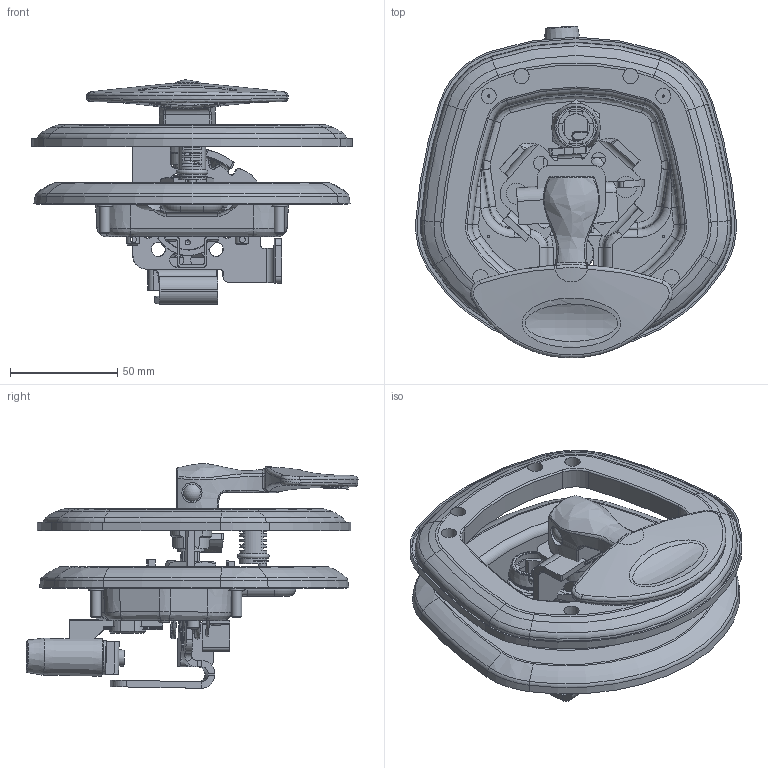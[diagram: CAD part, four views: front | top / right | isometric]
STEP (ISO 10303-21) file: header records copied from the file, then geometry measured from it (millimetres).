
FILE_DESCRIPTION(/* description */ ('KEY LOCKING COMPRESSION LATCH WITH HASP'),/* implementation_level */ '2;1');
FILE_NAME(/* name */ '7P-28430-L.stp',/* time_stamp */ '2023-11-22T10:25:12-05:00',/* author */ ('dtinay'),/* organization */ ('Eberhard Manufacturing Company'),/* preprocessor_version */ 'ST-DEVELOPER v20',/* originating_system */ 'Autodesk Inventor 2024',/* authorisation */ '');
FILE_SCHEMA (('AUTOMOTIVE_DESIGN { 1 0 10303 214 3 1 1 }'));
Length unit declared in the file: inch
Products named in the file (45): 7-28430-L; 7P-28430-57; 7-28430-1; 28400-SS8; 7-28430-49SS RIVETED @155; 7P-28430-46SS; 28400-49SS RIVETED @107; 2L-28400-11SS; 1S-28400-11SS; 1-28430-56; 1-28400-22; 1-28430-55; 1-28400-4; 28430-5; 2-28400-26SS; 1-16800-17; 28400-2; 5661-SS16; 1-28400-20; 1-28400-20 Assembled - 28400-61P5; 1-28400-20 Assembled - 2-16642DB-71; 28400-27SS; 9741; 9741_1; 1-28430-52L; 28400-50L; 28400-47L; 1-28400-48; 28400-18; 3-2500-7; 7-2500-8; 62-240-11; 34-5655-14; 28400-21SS; 1-9010DB-55; 28400-61P5; 9010DB-20; 28400-6A; 7901-18; 28400-25 ...
Assembly tree (49 placements, depth 4):
  7-28430-L
    7P-28430-57
      7-28430-1
      28400-SS8
      7-28430-49SS RIVETED @155  x2
      7P-28430-46SS
      28400-49SS RIVETED @107  x2
      2L-28400-11SS  x2
      1S-28400-11SS  x2
    1-28430-56
      1-28400-22
      1-28430-55
        1-28400-4
        28430-5
        2-28400-26SS
        1-16800-17
        28400-2
        5661-SS16
        1-28400-20
        1-28400-20 Assembled - 28400-61P5
        1-28400-20 Assembled - 2-16642DB-71
      28400-27SS
      9741
      9741_1
    1-28430-52L
      28400-50L
        28400-47L
        1-28400-48
      28400-18
      3-2500-7
      7-2500-8
      62-240-11
    34-5655-14
    28400-21SS
    1-9010DB-55
    28400-61P5
      9010DB-20
      28400-6A
      7901-18
    28400-25
    28430-51
      28430-49
      9020-2 Riveted @ 120 Deg  x2
    11X-102
    4901-18M
Bounding box: 149.13 x 154.51 x 104.51 mm (x, y, z)
Volume: 162705.5 mm3; surface area: 159732 mm2
Topology: 43 solids, 43 shells, 2804 faces, 7035 edges, 4457 vertices
Faces by surface type: plane 1360, cylinder 518, bspline 507, torus 229, cone 151, sphere 39
Full cylindrical faces by diameter (mm): 1.016 x4, 2 x2, 2.438 x1, 2.489 x1, 2.54 x4, 2.723 x2, 2.896 x2, 3.454 x1, 3.572 x2, 3.708 x2, 3.759 x3, 3.81 x8, 4 x3, 4.051 x1, 4.699 x1, 4.775 x5, 4.826 x2, 4.928 x1, 5.842 x1, 5.944 x2, 6.055 x2, 6.096 x2, 6.159 x2, 6.223 x1, 6.35 x1, 6.629 x18, 7.137 x10, 7.468 x1, 7.595 x1, 7.747 x1
Entity records: 100929 total; most frequent: CARTESIAN_POINT 35313, ORIENTED_EDGE 13790, DIRECTION 12124, EDGE_CURVE 6895, VERTEX_POINT 4401, AXIS2_PLACEMENT_3D 4192, LINE 3740, VECTOR 3740
